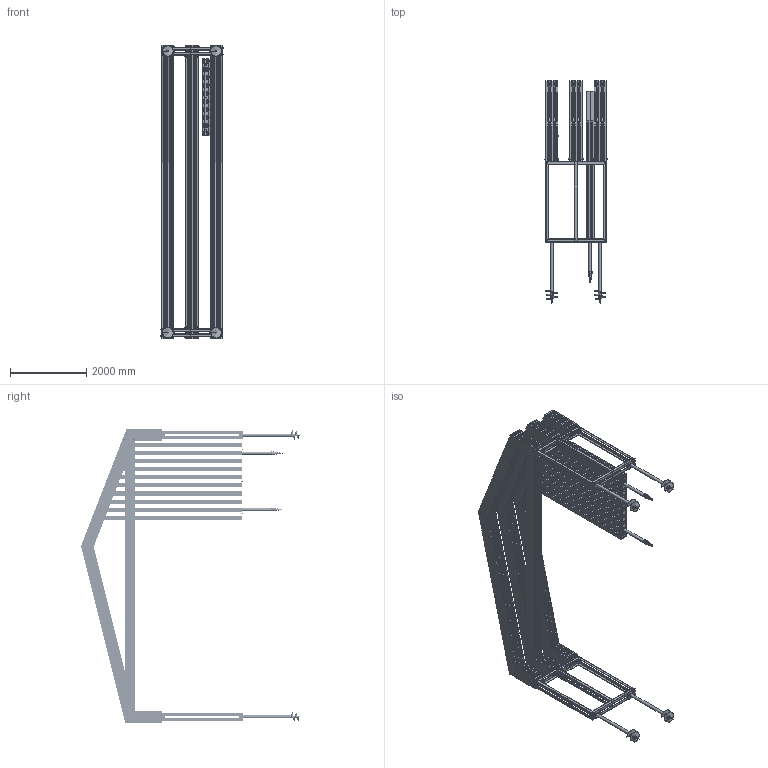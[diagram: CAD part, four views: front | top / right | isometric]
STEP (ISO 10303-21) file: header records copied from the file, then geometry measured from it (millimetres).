
FILE_DESCRIPTION(('FreeCAD Model'),'2;1');
FILE_NAME('Open CASCADE Shape Model','2025-05-01T18:32:19',('FreeCAD'),( 'FreeCAD'),'Open CASCADE STEP processor 7.6','FreeCAD','Unknown');
FILE_SCHEMA(('AUTOMOTIVE_DESIGN { 1 0 10303 214 1 1 1 1 }'));
Products named in the file (1): Open CASCADE STEP translator 7.6 1
Bounding box: 1632.82 x 5807.57 x 7690.05 mm (x, y, z)
Volume: 4159067372 mm3; surface area: 353945163.5 mm2
Topology: 666 solids, 666 shells, 6301 faces, 13277 edges, 8400 vertices
Faces by surface type: bspline 6301
Entity records: 190179 total; most frequent: CARTESIAN_POINT 106011, ORIENTED_EDGE 26502, EDGE_CURVE 13251, B_SPLINE_CURVE_WITH_KNOTS 8811, VERTEX_POINT 8400, FACE_BOUND 7429, EDGE_LOOP 7429, ADVANCED_FACE 6301
